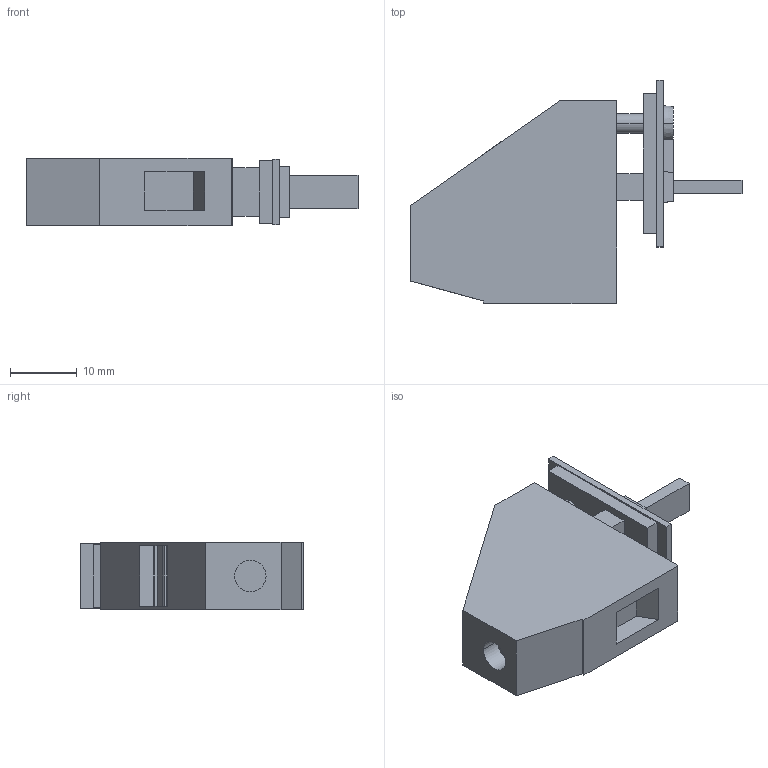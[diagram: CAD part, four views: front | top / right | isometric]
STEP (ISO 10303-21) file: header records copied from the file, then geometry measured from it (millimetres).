
FILE_DESCRIPTION(('SolidDesigner STEP Export'),'2;1');
FILE_NAME('0708946_hdfkv_10_vp_select.stp','2008-10-22T13:23:55',(''),(''),'OneSpace Designer STEP processor for AP214 (Solid Model)','OneSpace Designer 14.50 18-Oct-2006 (C) CoCreate Software GmbH','');
FILE_SCHEMA(('AUTOMOTIVE_DESIGN { 1 0 10303 214 1 1 1 1 }'));
Length unit declared in the file: millimetre
Products named in the file (2): 0708946_hdfkv_10_vp_select
Assembly tree (1 placements, depth 2):
  0708946_hdfkv_10_vp_select
    0708946_hdfkv_10_vp_select
Bounding box: 49.8 x 33.5 x 10.1 mm (x, y, z)
Volume: 8168.7 mm3; surface area: 3765.3 mm2
Topology: 1 solids, 1 shells, 73 faces, 189 edges, 126 vertices
Faces by surface type: plane 58, cylinder 12, cone 3
Entity records: 2574 total; most frequent: CARTESIAN_POINT 392, ORIENTED_EDGE 378, DIRECTION 323, EDGE_CURVE 189, VECTOR 157, LINE 157, VERTEX_POINT 126, AXIS2_PLACEMENT_3D 83
